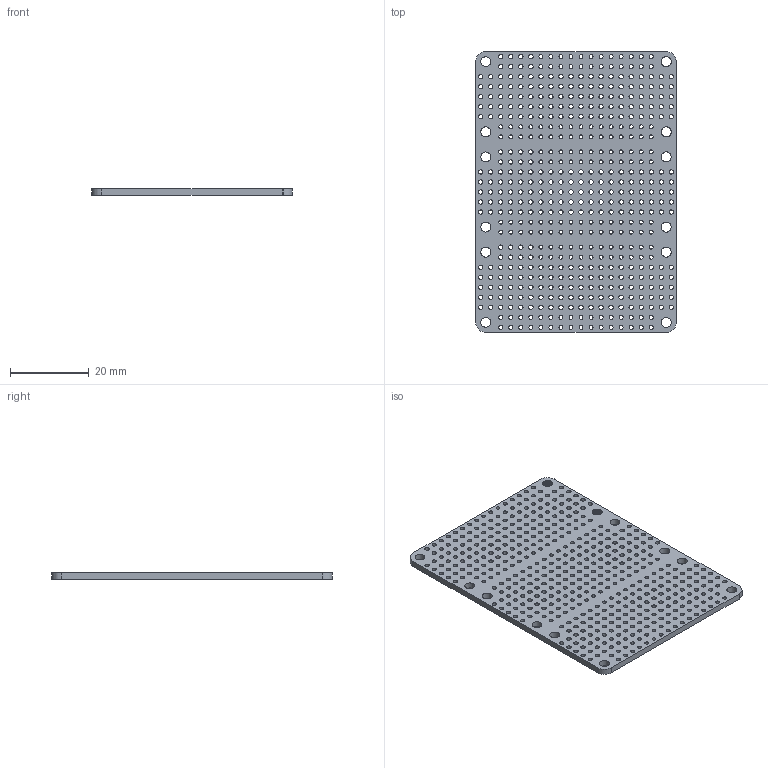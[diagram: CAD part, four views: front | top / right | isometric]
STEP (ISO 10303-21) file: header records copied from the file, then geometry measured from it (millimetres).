
FILE_DESCRIPTION(/* description */ (''),/* implementation_level */ '2;1');
FILE_NAME(/* name */ 'TripleWing.step',/* time_stamp */ '2021-06-30T16:17:27-07:00',/* author */ (''),/* organization */ (''),/* preprocessor_version */ 'ST-DEVELOPER v18.1',/* originating_system */ 'Autodesk Translation Framework v10.9.0.1377',/* authorisation */ '');
FILE_SCHEMA (('AUTOMOTIVE_DESIGN { 1 0 10303 214 3 1 1 }'));
Length unit declared in the file: millimetre
Products named in the file (2): TripleWing; Board
Assembly tree (1 placements, depth 2):
  TripleWing
    Board
Bounding box: 50.8 x 71.12 x 1.57 mm (x, y, z)
Volume: 4879 mm3; surface area: 9326.9 mm2
Topology: 1 solids, 1 shells, 819 faces, 2451 edges, 1634 vertices
Faces by surface type: cylinder 578, plane 241
Full cylindrical faces by diameter (mm): 1 x168, 1.1 x324, 2.5 x6, 2.54 x4
Entity records: 30233 total; most frequent: DIRECTION 5253, CARTESIAN_POINT 4908, ORIENTED_EDGE 4902, EDGE_CURVE 2451, AXIS2_PLACEMENT_3D 1979, EDGE_LOOP 1827, VERTEX_POINT 1634, LINE 1295
